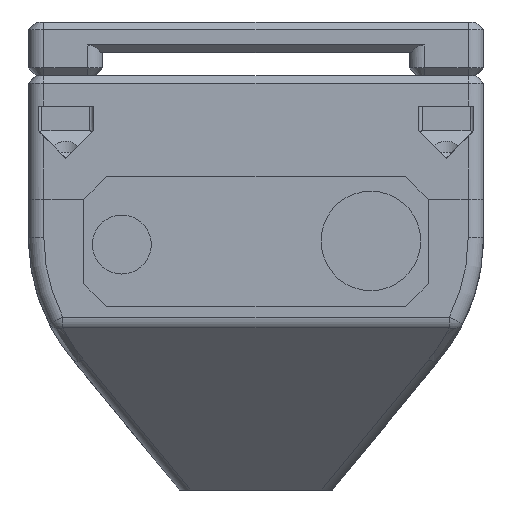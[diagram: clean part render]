
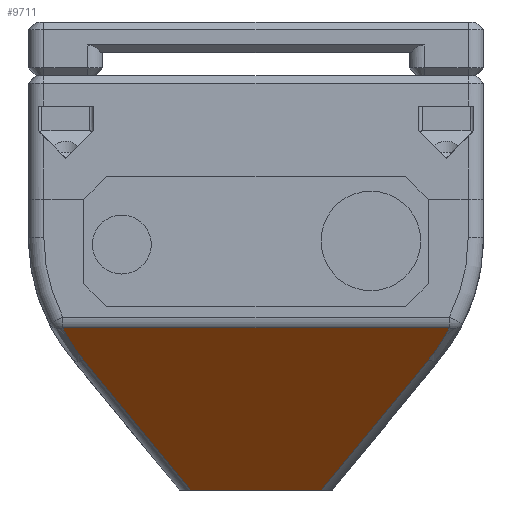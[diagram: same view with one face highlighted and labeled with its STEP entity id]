
A CAD part, front view. The second image highlights one B-rep face of the part: STEP entity #9711.
In plain terms, the highlighted planar face has unit normal (0, -0.707, -0.707).
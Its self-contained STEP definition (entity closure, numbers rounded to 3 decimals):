
#234=ELLIPSE('',#10304,32.527,23.);
#237=ELLIPSE('',#10314,32.527,23.);
#610=PLANE('',#10526);
#1079=FACE_OUTER_BOUND('',#1650,.T.);
#1650=EDGE_LOOP('',(#8106,#8107,#8108,#8109,#8110,#8111));
#2186=LINE('',#14528,#3117);
#2189=LINE('',#14537,#3120);
#2191=LINE('',#14546,#3122);
#2358=LINE('',#16288,#3289);
#3117=VECTOR('',#11840,10.);
#3120=VECTOR('',#11849,10.);
#3122=VECTOR('',#11857,10.);
#3289=VECTOR('',#12234,10.);
#4299=VERTEX_POINT('',#14516);
#4302=VERTEX_POINT('',#14521);
#4304=VERTEX_POINT('',#14526);
#4305=VERTEX_POINT('',#14531);
#4308=VERTEX_POINT('',#14539);
#4311=VERTEX_POINT('',#14544);
#5389=EDGE_CURVE('',#4302,#4299,#234,.T.);
#5391=EDGE_CURVE('',#4304,#4302,#2186,.T.);
#5396=EDGE_CURVE('',#4299,#4305,#2189,.T.);
#5400=EDGE_CURVE('',#4311,#4308,#2191,.T.);
#5402=EDGE_CURVE('',#4305,#4311,#237,.T.);
#5713=EDGE_CURVE('',#4304,#4308,#2358,.T.);
#8106=ORIENTED_EDGE('',*,*,#5391,.F.);
#8107=ORIENTED_EDGE('',*,*,#5713,.T.);
#8108=ORIENTED_EDGE('',*,*,#5400,.F.);
#8109=ORIENTED_EDGE('',*,*,#5402,.F.);
#8110=ORIENTED_EDGE('',*,*,#5396,.F.);
#8111=ORIENTED_EDGE('',*,*,#5389,.F.);
#9711=ADVANCED_FACE('',(#1079),#610,.T.);
#10304=AXIS2_PLACEMENT_3D('',#14523,#11834,#11835);
#10314=AXIS2_PLACEMENT_3D('',#14569,#11860,#11861);
#10526=AXIS2_PLACEMENT_3D('',#16713,#12556,#12557);
#11834=DIRECTION('center_axis',(0.,0.707,0.707));
#11835=DIRECTION('ref_axis',(0.,0.707,-0.707));
#11840=DIRECTION('',(-0.502,-0.612,0.612));
#11849=DIRECTION('',(1.,0.,0.));
#11857=DIRECTION('',(-0.502,0.612,-0.612));
#11860=DIRECTION('center_axis',(0.,0.707,0.707));
#11861=DIRECTION('ref_axis',(0.,0.707,-0.707));
#12234=DIRECTION('',(1.,0.,0.));
#12556=DIRECTION('center_axis',(0.,-0.707,-0.707));
#12557=DIRECTION('ref_axis',(-1.,0.,0.));
#14516=CARTESIAN_POINT('',(-25.22,-70.414,-2.866));
#14521=CARTESIAN_POINT('',(-22.487,-66.222,-7.058));
#14523=CARTESIAN_POINT('Origin',(-4.7,-80.804,7.523));
#14526=CARTESIAN_POINT('',(-8.573,-49.25,-24.031));
#14528=CARTESIAN_POINT('',(-4.085,-43.775,-29.506));
#14531=CARTESIAN_POINT('',(25.22,-70.414,-2.866));
#14537=CARTESIAN_POINT('',(-2.5,-70.414,-2.866));
#14539=CARTESIAN_POINT('',(8.573,-49.25,-24.031));
#14544=CARTESIAN_POINT('',(22.487,-66.222,-7.058));
#14546=CARTESIAN_POINT('',(8.991,-49.76,-23.521));
#14569=CARTESIAN_POINT('Origin',(4.7,-80.804,7.523));
#16288=CARTESIAN_POINT('',(-5.,-49.25,-24.031));
#16713=CARTESIAN_POINT('Origin',(-5.,-60.125,-13.156));
